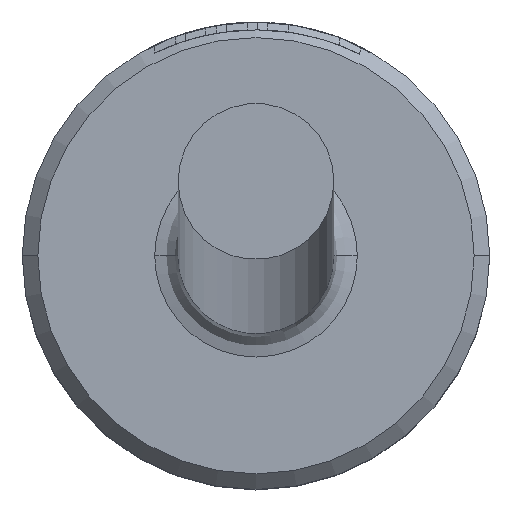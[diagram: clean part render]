
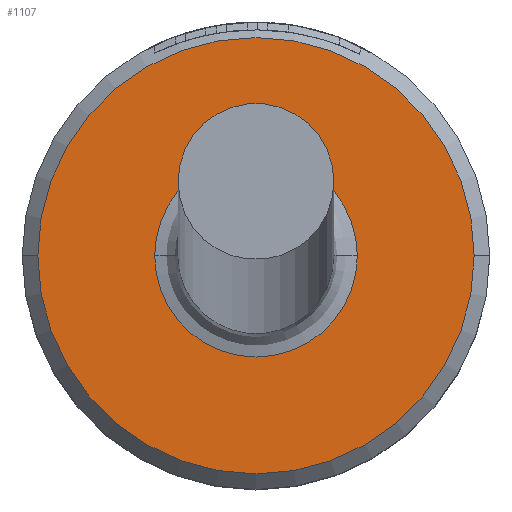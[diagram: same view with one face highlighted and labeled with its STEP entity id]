
A CAD part, top view. The second image highlights one B-rep face of the part: STEP entity #1107.
In plain terms, the highlighted planar face has unit normal (0, 0, 1).
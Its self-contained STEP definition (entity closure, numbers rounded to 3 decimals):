
#16 = DIRECTION ( 'NONE',  ( 0., 0., 1. ) ) ;
#18 = CIRCLE ( 'NONE', #619, 1.3 ) ;
#103 = AXIS2_PLACEMENT_3D ( 'NONE', #563, #16, #651 ) ;
#107 = FACE_BOUND ( 'NONE', #441, .T. ) ;
#113 = DIRECTION ( 'NONE',  ( -1., 0., 0. ) ) ;
#134 = AXIS2_PLACEMENT_3D ( 'NONE', #856, #777, #766 ) ;
#239 = CARTESIAN_POINT ( 'NONE',  ( 0., 0., 4. ) ) ;
#269 = CIRCLE ( 'NONE', #134, 2.8 ) ;
#290 = EDGE_LOOP ( 'NONE', ( #1109, #1150 ) ) ;
#331 = ORIENTED_EDGE ( 'NONE', *, *, #778, .T. ) ;
#344 = VERTEX_POINT ( 'NONE', #1040 ) ;
#353 = EDGE_CURVE ( 'NONE', #1051, #629, #382, .T. ) ;
#382 = CIRCLE ( 'NONE', #814, 2.8 ) ;
#430 = CARTESIAN_POINT ( 'NONE',  ( -2.8, 0., 4. ) ) ;
#435 = EDGE_CURVE ( 'NONE', #629, #1051, #269, .T. ) ;
#441 = EDGE_LOOP ( 'NONE', ( #767, #331 ) ) ;
#444 = CIRCLE ( 'NONE', #995, 1.3 ) ;
#528 = DIRECTION ( 'NONE',  ( 0., 0., -1. ) ) ;
#563 = CARTESIAN_POINT ( 'NONE',  ( 0., 0., 4. ) ) ;
#578 = EDGE_CURVE ( 'NONE', #344, #832, #18, .T. ) ;
#619 = AXIS2_PLACEMENT_3D ( 'NONE', #239, #743, #113 ) ;
#620 = CARTESIAN_POINT ( 'NONE',  ( 1.3, 0., 4. ) ) ;
#629 = VERTEX_POINT ( 'NONE', #430 ) ;
#651 = DIRECTION ( 'NONE',  ( 1., 0., 0. ) ) ;
#687 = DIRECTION ( 'NONE',  ( 1., 0., 0. ) ) ;
#697 = DIRECTION ( 'NONE',  ( 0., 0., 1. ) ) ;
#743 = DIRECTION ( 'NONE',  ( 0., 0., -1. ) ) ;
#766 = DIRECTION ( 'NONE',  ( 1., 0., 0. ) ) ;
#767 = ORIENTED_EDGE ( 'NONE', *, *, #578, .T. ) ;
#777 = DIRECTION ( 'NONE',  ( 0., 0., 1. ) ) ;
#778 = EDGE_CURVE ( 'NONE', #832, #344, #444, .T. ) ;
#779 = CARTESIAN_POINT ( 'NONE',  ( 0., 0., 4. ) ) ;
#796 = FACE_OUTER_BOUND ( 'NONE', #290, .T. ) ;
#814 = AXIS2_PLACEMENT_3D ( 'NONE', #779, #697, #687 ) ;
#832 = VERTEX_POINT ( 'NONE', #620 ) ;
#856 = CARTESIAN_POINT ( 'NONE',  ( 0., 0., 4. ) ) ;
#921 = PLANE ( 'NONE',  #103 ) ;
#995 = AXIS2_PLACEMENT_3D ( 'NONE', #1061, #528, #1144 ) ;
#1040 = CARTESIAN_POINT ( 'NONE',  ( -1.3, 0., 4. ) ) ;
#1051 = VERTEX_POINT ( 'NONE', #1094 ) ;
#1061 = CARTESIAN_POINT ( 'NONE',  ( 0., 0., 4. ) ) ;
#1094 = CARTESIAN_POINT ( 'NONE',  ( 2.8, 0., 4. ) ) ;
#1107 = ADVANCED_FACE ( 'NONE', ( #796, #107 ), #921, .T. ) ;
#1109 = ORIENTED_EDGE ( 'NONE', *, *, #435, .T. ) ;
#1144 = DIRECTION ( 'NONE',  ( -1., 0., 0. ) ) ;
#1150 = ORIENTED_EDGE ( 'NONE', *, *, #353, .T. ) ;
